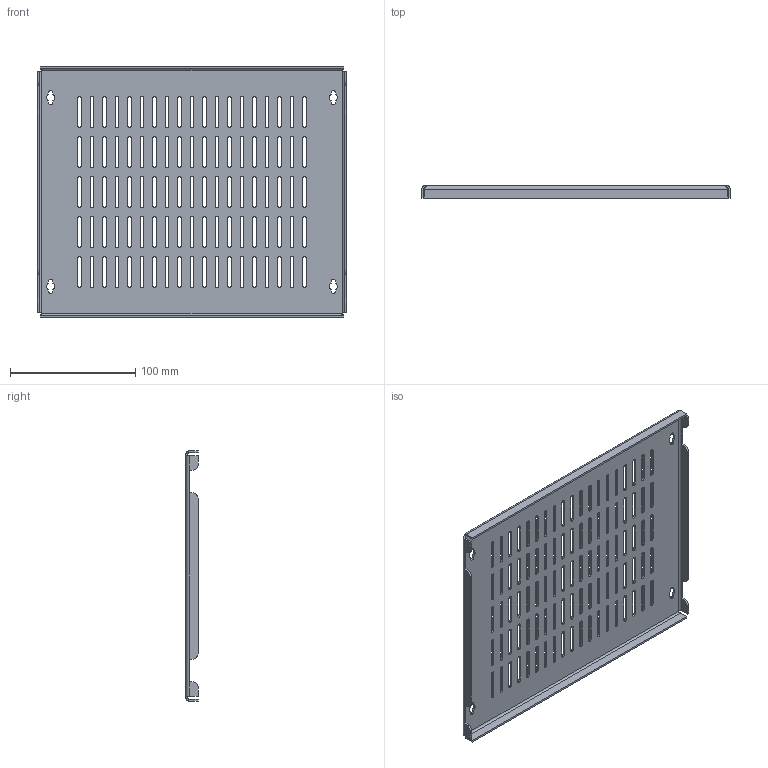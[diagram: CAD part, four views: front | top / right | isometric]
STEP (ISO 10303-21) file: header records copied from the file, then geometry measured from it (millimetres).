
FILE_DESCRIPTION (( 'STEP AP214' ), '1' );
FILE_NAME ('943.420.ﾑ.STEP', '2024-10-04T04:27:20', ( '' ), ( '' ), 'SwSTEP 2.0', 'SolidWorks 2021', '' );
FILE_SCHEMA (( 'AUTOMOTIVE_DESIGN' ));
Length unit declared in the file: millimetre
Products named in the file (1): 943.420.ﾑ
Bounding box: 247 x 10 x 200 mm (x, y, z)
Volume: 72349.9 mm3; surface area: 105747.5 mm2
Topology: 1 solids, 1 shells, 593 faces, 1725 edges, 1134 vertices
Faces by surface type: cylinder 325, plane 260, bspline 8
Entity records: 20511 total; most frequent: CARTESIAN_POINT 3877, DIRECTION 3515, ORIENTED_EDGE 3450, EDGE_CURVE 1725, AXIS2_PLACEMENT_3D 1236, VERTEX_POINT 1134, LINE 1043, VECTOR 1043
